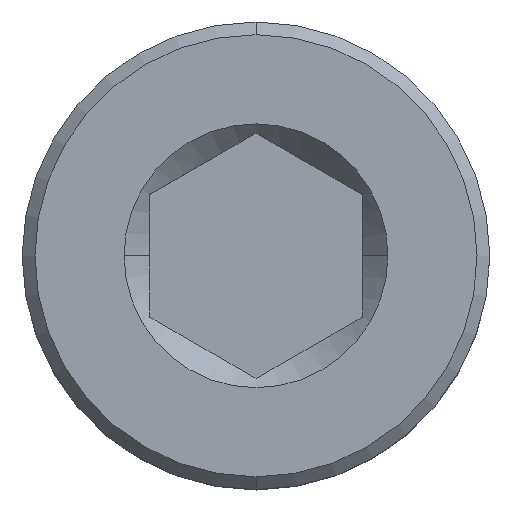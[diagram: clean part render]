
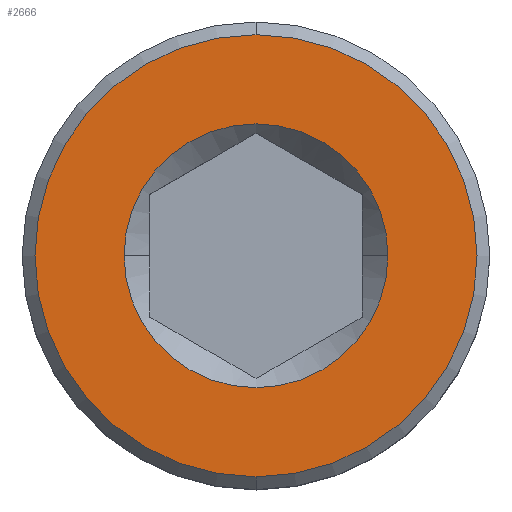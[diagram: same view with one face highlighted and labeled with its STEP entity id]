
A CAD part, top view. The second image highlights one B-rep face of the part: STEP entity #2666.
In plain terms, the highlighted planar face has unit normal (0, 0, 1).
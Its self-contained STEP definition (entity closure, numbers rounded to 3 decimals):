
#119 = CIRCLE ( 'NONE', #4957, 1.552 ) ;
#232 = VERTEX_POINT ( 'NONE', #6942 ) ;
#453 = AXIS2_PLACEMENT_3D ( 'NONE', #7437, #3353, #7466 ) ;
#762 = DIRECTION ( 'NONE',  ( 0., 0., -1. ) ) ;
#785 = DIRECTION ( 'NONE',  ( 1., 0., 0. ) ) ;
#1280 = CARTESIAN_POINT ( 'NONE',  ( -1.552, 0., 16.5 ) ) ;
#1383 = DIRECTION ( 'NONE',  ( 0., 1., 0. ) ) ;
#1485 = CIRCLE ( 'NONE', #6571, 2.6 ) ;
#1848 = FACE_OUTER_BOUND ( 'NONE', #3162, .T. ) ;
#1882 = PLANE ( 'NONE',  #3234 ) ;
#1917 = ORIENTED_EDGE ( 'NONE', *, *, #5607, .F. ) ;
#2069 = VERTEX_POINT ( 'NONE', #1280 ) ;
#2301 = CIRCLE ( 'NONE', #453, 2.6 ) ;
#2512 = CARTESIAN_POINT ( 'NONE',  ( 0., 0., 16.5 ) ) ;
#2666 = ADVANCED_FACE ( 'NONE', ( #5114, #1848 ), #1882, .T. ) ;
#3080 = ORIENTED_EDGE ( 'NONE', *, *, #5126, .F. ) ;
#3124 = CARTESIAN_POINT ( 'NONE',  ( 0., 0., 16.5 ) ) ;
#3162 = EDGE_LOOP ( 'NONE', ( #3080, #7173 ) ) ;
#3194 = AXIS2_PLACEMENT_3D ( 'NONE', #6538, #5372, #785 ) ;
#3234 = AXIS2_PLACEMENT_3D ( 'NONE', #2512, #5441, #7331 ) ;
#3353 = DIRECTION ( 'NONE',  ( 0., 0., -1. ) ) ;
#3561 = ORIENTED_EDGE ( 'NONE', *, *, #3786, .F. ) ;
#3786 = EDGE_CURVE ( 'NONE', #6678, #2069, #5646, .T. ) ;
#4674 = CARTESIAN_POINT ( 'NONE',  ( 0., 0., 16.5 ) ) ;
#4818 = VERTEX_POINT ( 'NONE', #6984 ) ;
#4957 = AXIS2_PLACEMENT_3D ( 'NONE', #4674, #7001, #6458 ) ;
#5114 = FACE_BOUND ( 'NONE', #6069, .T. ) ;
#5126 = EDGE_CURVE ( 'NONE', #232, #4818, #1485, .T. ) ;
#5372 = DIRECTION ( 'NONE',  ( 0., 0., 1. ) ) ;
#5425 = CARTESIAN_POINT ( 'NONE',  ( 1.552, 0., 16.5 ) ) ;
#5441 = DIRECTION ( 'NONE',  ( 0., 0., 1. ) ) ;
#5607 = EDGE_CURVE ( 'NONE', #2069, #6678, #119, .T. ) ;
#5646 = CIRCLE ( 'NONE', #3194, 1.552 ) ;
#6069 = EDGE_LOOP ( 'NONE', ( #3561, #1917 ) ) ;
#6458 = DIRECTION ( 'NONE',  ( 1., 0., 0. ) ) ;
#6538 = CARTESIAN_POINT ( 'NONE',  ( 0., 0., 16.5 ) ) ;
#6571 = AXIS2_PLACEMENT_3D ( 'NONE', #3124, #762, #1383 ) ;
#6678 = VERTEX_POINT ( 'NONE', #5425 ) ;
#6942 = CARTESIAN_POINT ( 'NONE',  ( 0., 2.6, 16.5 ) ) ;
#6982 = EDGE_CURVE ( 'NONE', #4818, #232, #2301, .T. ) ;
#6984 = CARTESIAN_POINT ( 'NONE',  ( 0., -2.6, 16.5 ) ) ;
#7001 = DIRECTION ( 'NONE',  ( 0., 0., 1. ) ) ;
#7173 = ORIENTED_EDGE ( 'NONE', *, *, #6982, .F. ) ;
#7331 = DIRECTION ( 'NONE',  ( 0., -1., 0. ) ) ;
#7437 = CARTESIAN_POINT ( 'NONE',  ( 0., 0., 16.5 ) ) ;
#7466 = DIRECTION ( 'NONE',  ( 0., 1., 0. ) ) ;
